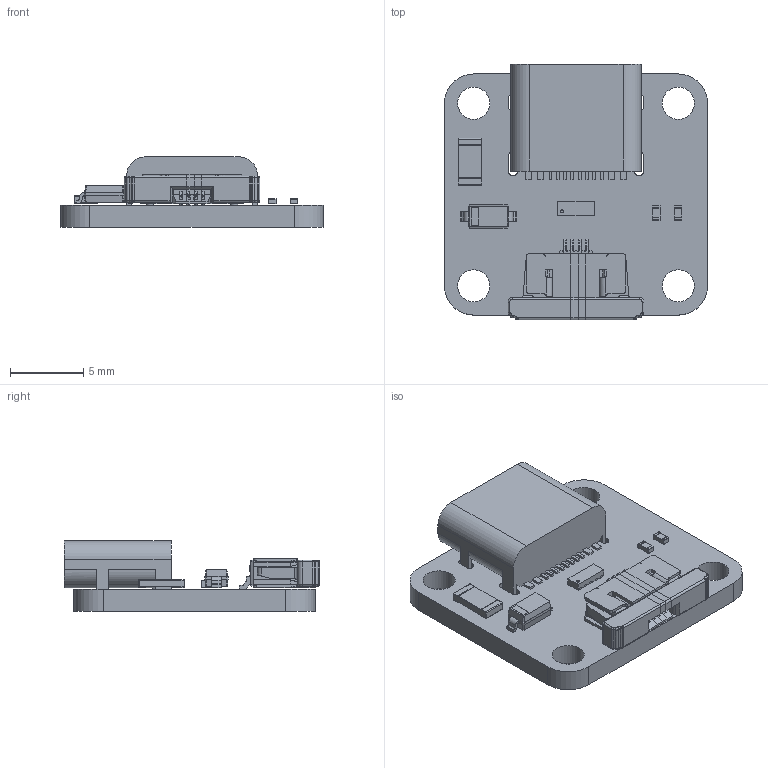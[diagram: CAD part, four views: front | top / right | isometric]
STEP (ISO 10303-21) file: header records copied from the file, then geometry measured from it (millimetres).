
FILE_DESCRIPTION(('KiCad electronic assembly'),'2;1');
FILE_NAME('UDB-C-FPC.step','2025-09-03T16:59:11',('Pcbnew'),('Kicad'), 'Open CASCADE STEP processor 7.9','KiCad to STEP converter','Unknown' );
FILE_SCHEMA(('AUTOMOTIVE_DESIGN { 1 0 10303 214 1 1 1 1 }'));
Length unit declared in the file: millimetre
Products named in the file (11): UDB-C-FPC 1; HRO  TYPE-C-31-M-12; R_0402_1005Metric; USON-10_2.5x1.0mm_P0.5mm; f32r_4pin_asm; F32R_R; F32R_M; F32R_L; D_SOD-123; Fuse_1206_3216Metric; UDB-C-FPC_PCB
Assembly tree (12 placements, depth 3):
  UDB-C-FPC 1
    HRO  TYPE-C-31-M-12
    R_0402_1005Metric  x2
    USON-10_2.5x1.0mm_P0.5mm
    f32r_4pin_asm
      F32R_R
      F32R_M  x2
      F32R_L
    D_SOD-123
    Fuse_1206_3216Metric
    UDB-C-FPC_PCB
Bounding box: 18 x 17.46 x 4.8 mm (x, y, z)
Volume: 576.8 mm3; surface area: 1508.5 mm2
Topology: 11 solids, 11 shells, 1073 faces, 2997 edges, 1942 vertices
Faces by surface type: plane 727, cylinder 288, bspline 32, torus 16, cone 10
Full cylindrical faces by diameter (mm): 0.2 x1, 0.5 x2, 0.65 x2, 2.2 x4
Entity records: 32295 total; most frequent: CARTESIAN_POINT 6226, ORIENTED_EDGE 5264, DIRECTION 4892, EDGE_CURVE 2632, LINE 1992, VECTOR 1992, VERTEX_POINT 1702, AXIS2_PLACEMENT_3D 1450
